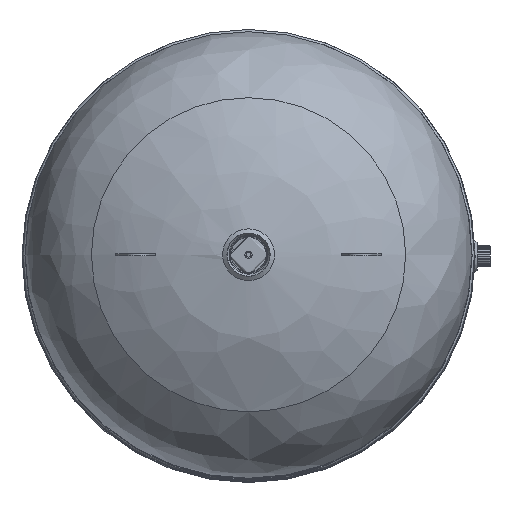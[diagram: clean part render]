
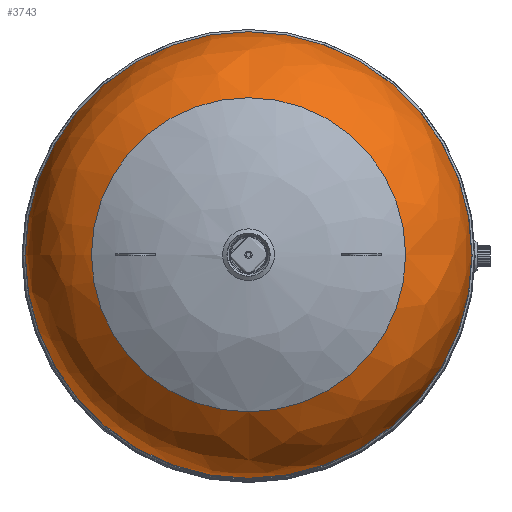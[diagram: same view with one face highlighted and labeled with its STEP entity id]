
A CAD part, top view. The second image highlights one B-rep face of the part: STEP entity #3743.
In plain terms, the highlighted free-form (B-spline) face has degree [2, 2] with [3, 9] control points.
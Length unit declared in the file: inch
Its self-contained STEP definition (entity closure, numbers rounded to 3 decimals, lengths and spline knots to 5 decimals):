
#17=(
BOUNDED_CURVE()
B_SPLINE_CURVE(2,(#6287,#6288,#6289),.UNSPECIFIED.,.F.,.F.)
B_SPLINE_CURVE_WITH_KNOTS((3,3),(0.01232,1.06688),
 .UNSPECIFIED.)
CURVE()
GEOMETRIC_REPRESENTATION_ITEM()
RATIONAL_B_SPLINE_CURVE((1.,0.864,1.))
REPRESENTATION_ITEM('')
);
#23=(
BOUNDED_SURFACE()
B_SPLINE_SURFACE(2,2,((#6260,#6261,#6262,#6263,#6264,#6265,#6266,#6267,
#6268),(#6269,#6270,#6271,#6272,#6273,#6274,#6275,#6276,#6277),(#6278,#6279,
#6280,#6281,#6282,#6283,#6284,#6285,#6286)),.UNSPECIFIED.,.F.,.T.,.F.)
B_SPLINE_SURFACE_WITH_KNOTS((3,3),(3,2,2,2,3),(-1.06688,-0.01232),
(-3.14159,-1.5708,0.,1.5708,3.14159),
 .UNSPECIFIED.)
GEOMETRIC_REPRESENTATION_ITEM()
RATIONAL_B_SPLINE_SURFACE(((1.,0.707,1.,0.707,1.,
0.707,1.,0.707,1.),(0.864,0.611,
0.864,0.611,0.864,0.611,0.864,
0.611,0.864),(1.,0.707,1.,0.707,
1.,0.707,1.,0.707,1.)))
REPRESENTATION_ITEM('')
SURFACE()
);
#426=FACE_OUTER_BOUND('',#679,.T.);
#679=EDGE_LOOP('',(#2766,#2767,#2768,#2769));
#1334=CIRCLE('',#4075,14.76378);
#1335=CIRCLE('',#4076,10.38679);
#1570=VERTEX_POINT('',#6169);
#1571=VERTEX_POINT('',#6198);
#1992=EDGE_CURVE('',#1570,#1570,#1334,.T.);
#1993=EDGE_CURVE('',#1571,#1571,#1335,.T.);
#2023=EDGE_CURVE('',#1570,#1571,#17,.T.);
#2766=ORIENTED_EDGE('',*,*,#1992,.T.);
#2767=ORIENTED_EDGE('',*,*,#2023,.T.);
#2768=ORIENTED_EDGE('',*,*,#1993,.F.);
#2769=ORIENTED_EDGE('',*,*,#2023,.F.);
#3743=ADVANCED_FACE('',(#426),#23,.T.);
#4075=AXIS2_PLACEMENT_3D('',#6170,#4784,#4785);
#4076=AXIS2_PLACEMENT_3D('',#6199,#4786,#4787);
#4784=DIRECTION('center_axis',(0.,0.,1.));
#4785=DIRECTION('ref_axis',(-1.,0.,0.));
#4786=DIRECTION('center_axis',(0.,0.,1.));
#4787=DIRECTION('ref_axis',(-1.,0.,0.));
#6169=CARTESIAN_POINT('',(119.36413,12.40176,1125.27073));
#6170=CARTESIAN_POINT('Origin',(134.1279,12.40176,1125.27073));
#6198=CARTESIAN_POINT('',(123.74111,12.40176,1132.57928));
#6199=CARTESIAN_POINT('Origin',(134.1279,12.40176,1132.57928));
#6260=CARTESIAN_POINT('Ctrl Pts',(123.74111,12.40176,1132.57928));
#6261=CARTESIAN_POINT('Ctrl Pts',(123.74111,2.01497,1132.57928));
#6262=CARTESIAN_POINT('Ctrl Pts',(134.1279,2.01497,1132.57928));
#6263=CARTESIAN_POINT('Ctrl Pts',(144.5147,2.01497,1132.57928));
#6264=CARTESIAN_POINT('Ctrl Pts',(144.5147,12.40176,1132.57928));
#6265=CARTESIAN_POINT('Ctrl Pts',(144.5147,22.78855,1132.57928));
#6266=CARTESIAN_POINT('Ctrl Pts',(134.1279,22.78855,1132.57928));
#6267=CARTESIAN_POINT('Ctrl Pts',(123.74111,22.78855,1132.57928));
#6268=CARTESIAN_POINT('Ctrl Pts',(123.74111,12.40176,1132.57928));
#6269=CARTESIAN_POINT('Ctrl Pts',(119.42486,12.40176,1130.19929));
#6270=CARTESIAN_POINT('Ctrl Pts',(119.42486,-2.30129,1130.19929));
#6271=CARTESIAN_POINT('Ctrl Pts',(134.1279,-2.30129,1130.19929));
#6272=CARTESIAN_POINT('Ctrl Pts',(148.83095,-2.30129,1130.19929));
#6273=CARTESIAN_POINT('Ctrl Pts',(148.83095,12.40176,1130.19929));
#6274=CARTESIAN_POINT('Ctrl Pts',(148.83095,27.1048,1130.19929));
#6275=CARTESIAN_POINT('Ctrl Pts',(134.1279,27.1048,1130.19929));
#6276=CARTESIAN_POINT('Ctrl Pts',(119.42486,27.1048,1130.19929));
#6277=CARTESIAN_POINT('Ctrl Pts',(119.42486,12.40176,1130.19929));
#6278=CARTESIAN_POINT('Ctrl Pts',(119.36413,12.40176,1125.27073));
#6279=CARTESIAN_POINT('Ctrl Pts',(119.36413,-2.36202,1125.27073));
#6280=CARTESIAN_POINT('Ctrl Pts',(134.1279,-2.36202,1125.27073));
#6281=CARTESIAN_POINT('Ctrl Pts',(148.89168,-2.36202,1125.27073));
#6282=CARTESIAN_POINT('Ctrl Pts',(148.89168,12.40176,1125.27073));
#6283=CARTESIAN_POINT('Ctrl Pts',(148.89168,27.16554,1125.27073));
#6284=CARTESIAN_POINT('Ctrl Pts',(134.1279,27.16554,1125.27073));
#6285=CARTESIAN_POINT('Ctrl Pts',(119.36413,27.16554,1125.27073));
#6286=CARTESIAN_POINT('Ctrl Pts',(119.36413,12.40176,1125.27073));
#6287=CARTESIAN_POINT('Ctrl Pts',(119.36413,12.40176,1125.27073));
#6288=CARTESIAN_POINT('Ctrl Pts',(119.42486,12.40176,1130.19929));
#6289=CARTESIAN_POINT('Ctrl Pts',(123.74111,12.40176,1132.57928));
